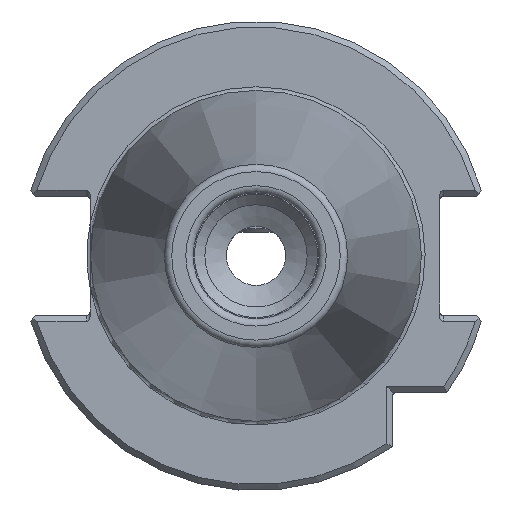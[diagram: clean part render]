
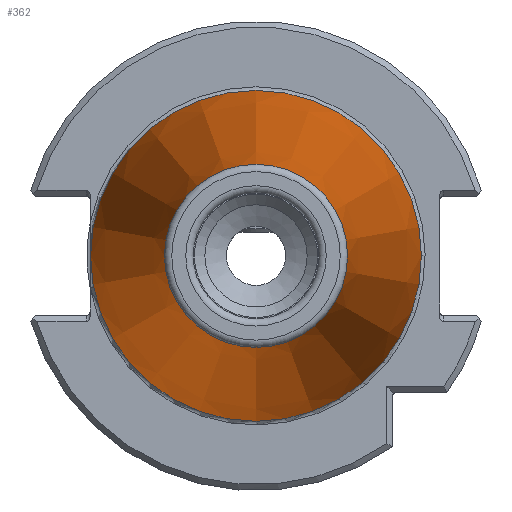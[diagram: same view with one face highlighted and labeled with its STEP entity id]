
A CAD part, left-side view. The second image highlights one B-rep face of the part: STEP entity #362.
In plain terms, the highlighted conical face has half-angle 8.297 degrees and reference radius 22.395 mm.
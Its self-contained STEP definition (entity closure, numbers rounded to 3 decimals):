
#362 = ADVANCED_FACE( '', ( #770, #771 ), #772, .T. );
#770 = FACE_BOUND( '', #1202, .T. );
#771 = FACE_OUTER_BOUND( '', #1203, .T. );
#772 = CONICAL_SURFACE( '', #1204, 22.395, 0.145 );
#1202 = EDGE_LOOP( '', ( #2165 ) );
#1203 = EDGE_LOOP( '', ( #2166 ) );
#1204 = AXIS2_PLACEMENT_3D( '', #2167, #2168, #2169 );
#2165 = ORIENTED_EDGE( '', *, *, #2745, .F. );
#2166 = ORIENTED_EDGE( '', *, *, #2524, .T. );
#2167 = CARTESIAN_POINT( '', ( 1.163, 0., 0. ) );
#2168 = DIRECTION( '', ( 1., 0., 0. ) );
#2169 = DIRECTION( '', ( 0., 0., -1. ) );
#2524 = EDGE_CURVE( '', #3051, #3051, #3052, .T. );
#2745 = EDGE_CURVE( '', #3347, #3347, #3348, .T. );
#3051 = VERTEX_POINT( '', #3822 );
#3052 = CIRCLE( '', #3823, 22.395 );
#3347 = VERTEX_POINT( '', #4330 );
#3348 = CIRCLE( '', #4331, 12.397 );
#3822 = CARTESIAN_POINT( '', ( 1.163, 0., 22.395 ) );
#3823 = AXIS2_PLACEMENT_3D( '', #4609, #4610, #4611 );
#4330 = CARTESIAN_POINT( '', ( -67.394, 0., 12.397 ) );
#4331 = AXIS2_PLACEMENT_3D( '', #4849, #4850, #4851 );
#4609 = CARTESIAN_POINT( '', ( 1.163, 0., 0. ) );
#4610 = DIRECTION( '', ( -1., 0., 0. ) );
#4611 = DIRECTION( '', ( 0., 0., 1. ) );
#4849 = CARTESIAN_POINT( '', ( -67.394, 0., 0. ) );
#4850 = DIRECTION( '', ( -1., 0., 0. ) );
#4851 = DIRECTION( '', ( 0., 0., 1. ) );
